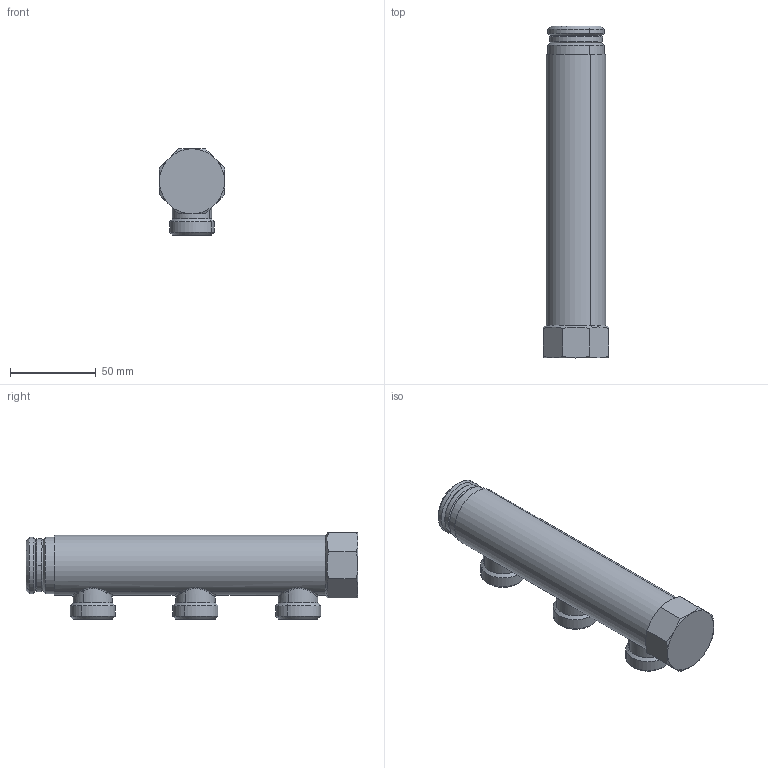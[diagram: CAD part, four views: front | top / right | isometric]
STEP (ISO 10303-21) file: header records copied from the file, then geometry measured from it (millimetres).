
FILE_DESCRIPTION(('CATIA V5 STEP Exchange','CAx-IF Rec.Pracs.--- Model Styling and Organization---1.4--- 2014-01-23','CAx-IF Rec.Pracs.---3D Tessellated Data Validation Properties---0.5---2014-09-14'),'2;1');
FILE_NAME('STEP_592632_-_TST.stp','2020-06-11T08:27:45+00:00',('none'),('none'),'CATIA Version 5-6 Release 2019 SP3','CATIA V5 STEP AP242 v1','none');
FILE_SCHEMA(('AP242_MANAGED_MODEL_BASED_3D_ENGINEERING_MIM_LF {1 0 10303 442 1 1 4}'));
Length unit declared in the file: millimetre
Products named in the file (1): 592632 - TST
Bounding box: 38 x 194 x 50.5 mm (x, y, z)
Volume: 210077.8 mm3; surface area: 27850.7 mm2
Topology: 1 solids, 1 shells, 86 faces, 189 edges, 108 vertices
Faces by surface type: cone 34, cylinder 24, plane 16, bspline 12
Entity records: 3540 total; most frequent: CARTESIAN_POINT 1955, ORIENTED_EDGE 378, DIRECTION 205, EDGE_CURVE 189, VERTEX_POINT 108, AXIS2_PLACEMENT_3D 105, EDGE_LOOP 89, ADVANCED_FACE 86
